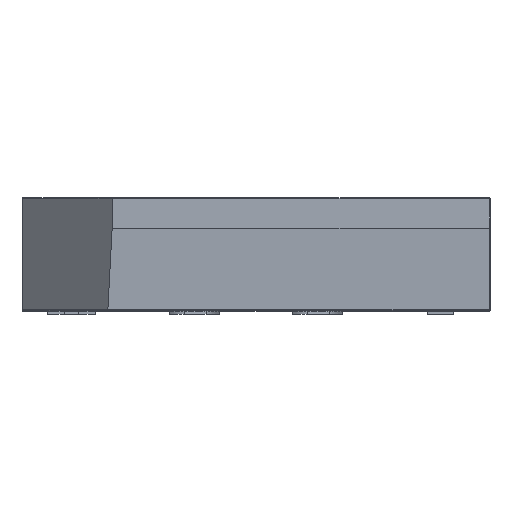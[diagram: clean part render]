
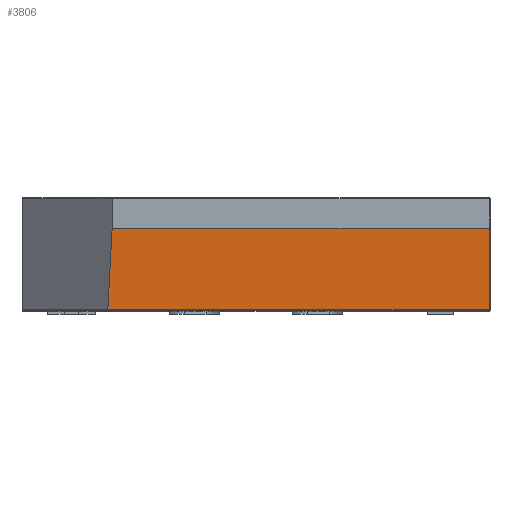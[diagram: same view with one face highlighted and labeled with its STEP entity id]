
A CAD part, top view. The second image highlights one B-rep face of the part: STEP entity #3806.
In plain terms, the highlighted planar face has unit normal (0, -0.052, 0.999).
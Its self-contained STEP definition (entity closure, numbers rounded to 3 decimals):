
#86=PLANE('',#4267);
#324=LINE('',#6232,#612);
#332=LINE('',#6254,#620);
#337=LINE('',#6262,#625);
#358=LINE('',#6290,#646);
#612=VECTOR('',#5233,10.);
#620=VECTOR('',#5259,10.);
#625=VECTOR('',#5268,10.);
#646=VECTOR('',#5303,10.);
#1021=FACE_OUTER_BOUND('',#1260,.T.);
#1260=EDGE_LOOP('',(#3057,#3058,#3059,#3060));
#1715=VERTEX_POINT('',#6202);
#1717=VERTEX_POINT('',#6208);
#1721=VERTEX_POINT('',#6225);
#1729=VERTEX_POINT('',#6261);
#2177=EDGE_CURVE('',#1721,#1715,#324,.T.);
#2189=EDGE_CURVE('',#1717,#1721,#332,.T.);
#2194=EDGE_CURVE('',#1715,#1729,#337,.T.);
#2215=EDGE_CURVE('',#1717,#1729,#358,.T.);
#3057=ORIENTED_EDGE('',*,*,#2194,.F.);
#3058=ORIENTED_EDGE('',*,*,#2177,.F.);
#3059=ORIENTED_EDGE('',*,*,#2189,.F.);
#3060=ORIENTED_EDGE('',*,*,#2215,.T.);
#3806=ADVANCED_FACE('',(#1021),#86,.T.);
#4267=AXIS2_PLACEMENT_3D('',#6289,#5301,#5302);
#5233=DIRECTION('',(-1.,0.,0.));
#5259=DIRECTION('',(0.,-0.999,-0.052));
#5268=DIRECTION('',(0.052,0.997,0.052));
#5301=DIRECTION('center_axis',(0.,-0.052,
0.999));
#5302=DIRECTION('ref_axis',(1.,0.,0.));
#5303=DIRECTION('',(-1.,0.,0.));
#6202=CARTESIAN_POINT('',(1.143,-1.977,12.558));
#6208=CARTESIAN_POINT('',(12.94,0.55,12.69));
#6225=CARTESIAN_POINT('',(12.94,-1.977,12.558));
#6232=CARTESIAN_POINT('',(0.278,-1.977,12.558));
#6254=CARTESIAN_POINT('',(12.94,-1.631,12.576));
#6261=CARTESIAN_POINT('',(1.276,0.55,12.69));
#6262=CARTESIAN_POINT('',(1.242,-0.101,12.656));
#6289=CARTESIAN_POINT('Origin',(2.09,-0.725,12.623));
#6290=CARTESIAN_POINT('',(2.09,0.55,12.69));
